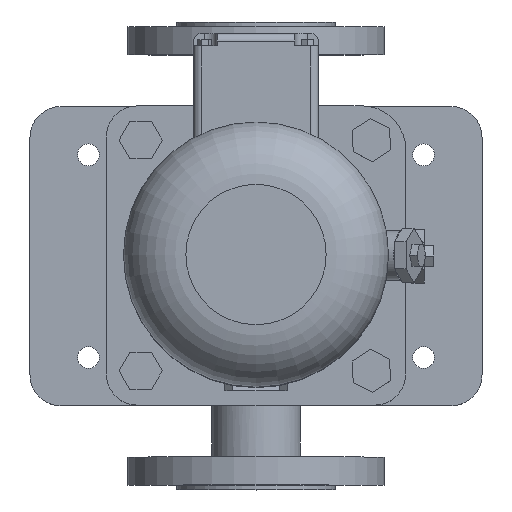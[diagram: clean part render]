
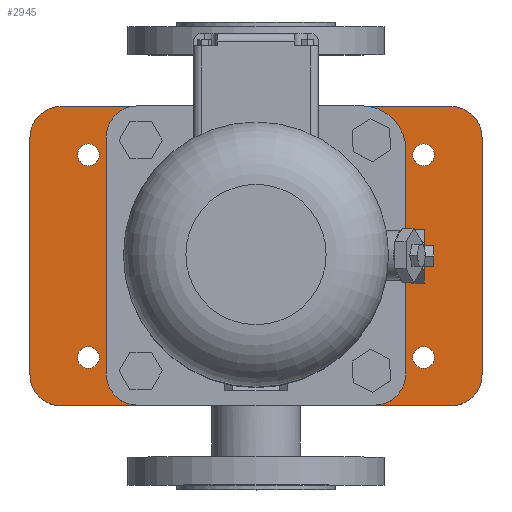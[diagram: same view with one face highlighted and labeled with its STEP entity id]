
A CAD part, top view. The second image highlights one B-rep face of the part: STEP entity #2945.
In plain terms, the highlighted planar face has unit normal (0, 0, 1).
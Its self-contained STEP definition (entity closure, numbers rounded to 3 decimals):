
#2945=ADVANCED_FACE('',(#6826,#6828,#6830,#6832,#6834,#6836,#6838,#6840,#6842,#6844),
#6846,.T.);
#6826=FACE_BOUND('',#6827,.T.);
#6827=EDGE_LOOP('',(#10084,#10085,#10086,#10087,#10088,#10089,#10090,#10091));
#6828=FACE_BOUND('',#6829,.T.);
#6829=EDGE_LOOP('',(#10092));
#6830=FACE_BOUND('',#6831,.T.);
#6831=EDGE_LOOP('',(#10093));
#6832=FACE_BOUND('',#6833,.T.);
#6833=EDGE_LOOP('',(#10094));
#6834=FACE_BOUND('',#6835,.T.);
#6835=EDGE_LOOP('',(#10095));
#6836=FACE_BOUND('',#6837,.T.);
#6837=EDGE_LOOP('',(#10096));
#6838=FACE_BOUND('',#6839,.T.);
#6839=EDGE_LOOP('',(#10097));
#6840=FACE_BOUND('',#6841,.T.);
#6841=EDGE_LOOP('',(#10098));
#6842=FACE_BOUND('',#6843,.T.);
#6843=EDGE_LOOP('',(#10099));
#6844=FACE_BOUND('',#6845,.T.);
#6845=EDGE_LOOP('',(#10100));
#6846=PLANE('',#6847);
#6847=AXIS2_PLACEMENT_3D('',#6848,#6849,#6850);
#6848=CARTESIAN_POINT('',(0.,0.,20.));
#6849=DIRECTION('',(0.,0.,1.));
#6850=DIRECTION('',(-1.,0.,0.));
#10084=ORIENTED_EDGE('',*,*,#11839,.T.);
#10085=ORIENTED_EDGE('',*,*,#11840,.T.);
#10086=ORIENTED_EDGE('',*,*,#11841,.T.);
#10087=ORIENTED_EDGE('',*,*,#11842,.T.);
#10088=ORIENTED_EDGE('',*,*,#11843,.T.);
#10089=ORIENTED_EDGE('',*,*,#11844,.T.);
#10090=ORIENTED_EDGE('',*,*,#11845,.T.);
#10091=ORIENTED_EDGE('',*,*,#11846,.T.);
#10092=ORIENTED_EDGE('',*,*,#11740,.F.);
#10093=ORIENTED_EDGE('',*,*,#11828,.F.);
#10094=ORIENTED_EDGE('',*,*,#11829,.F.);
#10095=ORIENTED_EDGE('',*,*,#11830,.F.);
#10096=ORIENTED_EDGE('',*,*,#11831,.F.);
#10097=ORIENTED_EDGE('',*,*,#11847,.T.);
#10098=ORIENTED_EDGE('',*,*,#11848,.T.);
#10099=ORIENTED_EDGE('',*,*,#11849,.T.);
#10100=ORIENTED_EDGE('',*,*,#11850,.T.);
#11740=EDGE_CURVE('',#13743,#13743,#13744,.T.);
#11828=EDGE_CURVE('',#13919,#13919,#13920,.T.);
#11829=EDGE_CURVE('',#13921,#13921,#13922,.T.);
#11830=EDGE_CURVE('',#13923,#13923,#13924,.T.);
#11831=EDGE_CURVE('',#13925,#13925,#13926,.T.);
#11839=EDGE_CURVE('',#13941,#13942,#13943,.T.);
#11840=EDGE_CURVE('',#13942,#13944,#13945,.T.);
#11841=EDGE_CURVE('',#13944,#13946,#13947,.T.);
#11842=EDGE_CURVE('',#13946,#13948,#13949,.T.);
#11843=EDGE_CURVE('',#13948,#13950,#13951,.T.);
#11844=EDGE_CURVE('',#13950,#13952,#13953,.T.);
#11845=EDGE_CURVE('',#13952,#13954,#13955,.T.);
#11846=EDGE_CURVE('',#13954,#13941,#13956,.T.);
#11847=EDGE_CURVE('',#13957,#13957,#13958,.F.);
#11848=EDGE_CURVE('',#13959,#13959,#13960,.F.);
#11849=EDGE_CURVE('',#13961,#13961,#13962,.F.);
#11850=EDGE_CURVE('',#13963,#13963,#13964,.F.);
#13743=VERTEX_POINT('',#18303);
#13744=CIRCLE('',#18304,77.5);
#13919=VERTEX_POINT('',#19635);
#13920=CIRCLE('',#19636,7.);
#13921=VERTEX_POINT('',#19640);
#13922=CIRCLE('',#19641,7.);
#13923=VERTEX_POINT('',#19645);
#13924=CIRCLE('',#19646,7.);
#13925=VERTEX_POINT('',#19650);
#13926=CIRCLE('',#19651,7.);
#13941=VERTEX_POINT('',#19684);
#13942=VERTEX_POINT('',#19685);
#13943=CIRCLE('',#19686,20.);
#13944=VERTEX_POINT('',#19690);
#13945=LINE('',#19691,#19692);
#13946=VERTEX_POINT('',#19694);
#13947=CIRCLE('',#19695,20.);
#13948=VERTEX_POINT('',#19699);
#13949=LINE('',#19700,#19701);
#13950=VERTEX_POINT('',#19703);
#13951=CIRCLE('',#19704,20.);
#13952=VERTEX_POINT('',#19708);
#13953=LINE('',#19709,#19710);
#13954=VERTEX_POINT('',#19712);
#13955=CIRCLE('',#19713,20.);
#13956=LINE('',#19717,#19718);
#13957=VERTEX_POINT('',#19720);
#13958=CIRCLE('',#19721,7.);
#13959=VERTEX_POINT('',#19725);
#13960=CIRCLE('',#19726,7.);
#13961=VERTEX_POINT('',#19730);
#13962=CIRCLE('',#19731,7.);
#13963=VERTEX_POINT('',#19735);
#13964=CIRCLE('',#19736,7.);
#18303=CARTESIAN_POINT('',(0.,77.5,20.));
#18304=AXIS2_PLACEMENT_3D('',#18305,#18306,#18307);
#18305=CARTESIAN_POINT('',(0.,0.,20.));
#18306=DIRECTION('',(0.,0.,1.));
#18307=DIRECTION('',(0.,1.,0.));
#19635=CARTESIAN_POINT('',(-74.246,-67.246,20.));
#19636=AXIS2_PLACEMENT_3D('',#19637,#19638,#19639);
#19637=CARTESIAN_POINT('',(-74.246,-74.246,20.));
#19638=DIRECTION('',(0.,0.,1.));
#19639=DIRECTION('',(0.,1.,0.));
#19640=CARTESIAN_POINT('',(74.246,-67.246,20.));
#19641=AXIS2_PLACEMENT_3D('',#19642,#19643,#19644);
#19642=CARTESIAN_POINT('',(74.246,-74.246,20.));
#19643=DIRECTION('',(0.,0.,1.));
#19644=DIRECTION('',(0.,1.,0.));
#19645=CARTESIAN_POINT('',(74.246,81.246,20.));
#19646=AXIS2_PLACEMENT_3D('',#19647,#19648,#19649);
#19647=CARTESIAN_POINT('',(74.246,74.246,20.));
#19648=DIRECTION('',(0.,0.,1.));
#19649=DIRECTION('',(0.,1.,0.));
#19650=CARTESIAN_POINT('',(-74.246,81.246,20.));
#19651=AXIS2_PLACEMENT_3D('',#19652,#19653,#19654);
#19652=CARTESIAN_POINT('',(-74.246,74.246,20.));
#19653=DIRECTION('',(0.,0.,1.));
#19654=DIRECTION('',(0.,1.,0.));
#19684=CARTESIAN_POINT('',(-145.,-76.,20.));
#19685=CARTESIAN_POINT('',(-125.,-96.,20.));
#19686=AXIS2_PLACEMENT_3D('',#19687,#19688,#19689);
#19687=CARTESIAN_POINT('',(-125.,-76.,20.));
#19688=DIRECTION('',(0.,0.,1.));
#19689=DIRECTION('',(-1.,0.,0.));
#19690=CARTESIAN_POINT('',(125.,-96.,20.));
#19691=CARTESIAN_POINT('',(-125.,-96.,20.));
#19692=VECTOR('',#19693,1.);
#19693=DIRECTION('',(1.,0.,0.));
#19694=CARTESIAN_POINT('',(145.,-76.,20.));
#19695=AXIS2_PLACEMENT_3D('',#19696,#19697,#19698);
#19696=CARTESIAN_POINT('',(125.,-76.,20.));
#19697=DIRECTION('',(0.,0.,1.));
#19698=DIRECTION('',(0.,-1.,0.));
#19699=CARTESIAN_POINT('',(145.,76.,20.));
#19700=CARTESIAN_POINT('',(145.,-76.,20.));
#19701=VECTOR('',#19702,1.);
#19702=DIRECTION('',(0.,1.,0.));
#19703=CARTESIAN_POINT('',(125.,96.,20.));
#19704=AXIS2_PLACEMENT_3D('',#19705,#19706,#19707);
#19705=CARTESIAN_POINT('',(125.,76.,20.));
#19706=DIRECTION('',(0.,0.,1.));
#19707=DIRECTION('',(1.,0.,0.));
#19708=CARTESIAN_POINT('',(-125.,96.,20.));
#19709=CARTESIAN_POINT('',(125.,96.,20.));
#19710=VECTOR('',#19711,1.);
#19711=DIRECTION('',(-1.,0.,0.));
#19712=CARTESIAN_POINT('',(-145.,76.,20.));
#19713=AXIS2_PLACEMENT_3D('',#19714,#19715,#19716);
#19714=CARTESIAN_POINT('',(-125.,76.,20.));
#19715=DIRECTION('',(0.,0.,1.));
#19716=DIRECTION('',(0.,1.,0.));
#19717=CARTESIAN_POINT('',(-145.,76.,20.));
#19718=VECTOR('',#19719,1.);
#19719=DIRECTION('',(0.,-1.,0.));
#19720=CARTESIAN_POINT('',(-114.5,65.,20.));
#19721=AXIS2_PLACEMENT_3D('',#19722,#19723,#19724);
#19722=CARTESIAN_POINT('',(-107.5,65.,20.));
#19723=DIRECTION('',(0.,0.,1.));
#19724=DIRECTION('',(-1.,0.,0.));
#19725=CARTESIAN_POINT('',(100.5,65.,20.));
#19726=AXIS2_PLACEMENT_3D('',#19727,#19728,#19729);
#19727=CARTESIAN_POINT('',(107.5,65.,20.));
#19728=DIRECTION('',(0.,0.,1.));
#19729=DIRECTION('',(-1.,0.,0.));
#19730=CARTESIAN_POINT('',(-114.5,-65.,20.));
#19731=AXIS2_PLACEMENT_3D('',#19732,#19733,#19734);
#19732=CARTESIAN_POINT('',(-107.5,-65.,20.));
#19733=DIRECTION('',(0.,0.,1.));
#19734=DIRECTION('',(-1.,0.,0.));
#19735=CARTESIAN_POINT('',(100.5,-65.,20.));
#19736=AXIS2_PLACEMENT_3D('',#19737,#19738,#19739);
#19737=CARTESIAN_POINT('',(107.5,-65.,20.));
#19738=DIRECTION('',(0.,0.,1.));
#19739=DIRECTION('',(-1.,0.,0.));
